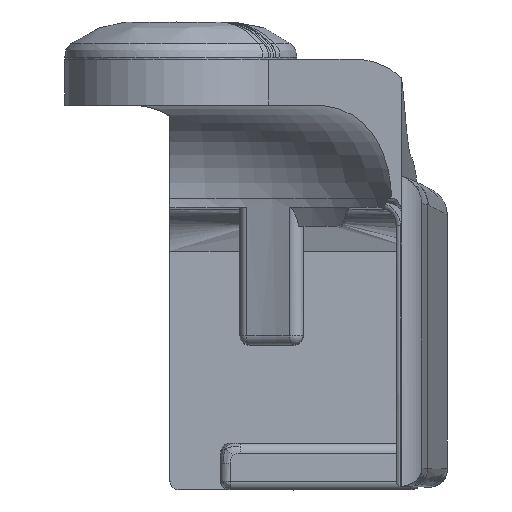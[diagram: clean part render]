
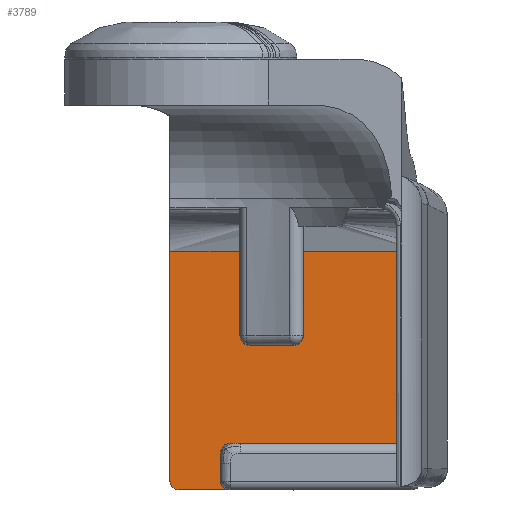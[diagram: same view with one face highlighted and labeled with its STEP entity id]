
A CAD part, top view. The second image highlights one B-rep face of the part: STEP entity #3789.
In plain terms, the highlighted planar face has unit normal (0, 0, 1).
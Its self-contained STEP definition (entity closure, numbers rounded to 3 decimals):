
#98=PLANE('',#4094);
#384=FACE_OUTER_BOUND('',#621,.T.);
#621=EDGE_LOOP('',(#3328,#3329,#3330,#3331,#3332,#3333,#3334,#3335,#3336,
#3337));
#879=B_SPLINE_CURVE_WITH_KNOTS('',3,(#12630,#12631,#12632,#12633,#12634,
#12635),.UNSPECIFIED.,.F.,.F.,(4,1,1,4),(0.,0.072,0.119,
0.167),.UNSPECIFIED.);
#880=B_SPLINE_CURVE_WITH_KNOTS('',3,(#12698,#12699,#12700,#12701,#12702,
#12703),.UNSPECIFIED.,.F.,.F.,(4,1,1,4),(0.,0.072,0.119,
0.167),.UNSPECIFIED.);
#946=CIRCLE('',#3884,0.9);
#960=CIRCLE('',#3902,0.9);
#1112=LINE('',#6692,#1276);
#1119=LINE('',#7023,#1283);
#1121=LINE('',#7030,#1285);
#1122=LINE('',#7037,#1286);
#1211=LINE('',#10945,#1375);
#1227=LINE('',#12727,#1391);
#1276=VECTOR('',#4285,10.);
#1283=VECTOR('',#4296,10.);
#1285=VECTOR('',#4304,10.);
#1286=VECTOR('',#4311,10.);
#1375=VECTOR('',#4668,10.);
#1391=VECTOR('',#4776,10.);
#1467=VERTEX_POINT('',#5836);
#1468=VERTEX_POINT('',#5838);
#1483=VERTEX_POINT('',#6188);
#1484=VERTEX_POINT('',#6189);
#1488=VERTEX_POINT('',#6690);
#1499=VERTEX_POINT('',#7020);
#1500=VERTEX_POINT('',#7022);
#1505=VERTEX_POINT('',#7036);
#1712=VERTEX_POINT('',#12629);
#1713=VERTEX_POINT('',#12697);
#1862=EDGE_CURVE('',#1467,#1468,#946,.F.);
#1883=EDGE_CURVE('',#1483,#1484,#960,.T.);
#1892=EDGE_CURVE('',#1488,#1467,#1112,.T.);
#1907=EDGE_CURVE('',#1499,#1500,#1119,.T.);
#1911=EDGE_CURVE('',#1483,#1468,#1121,.T.);
#1914=EDGE_CURVE('',#1505,#1484,#1122,.T.);
#2178=EDGE_CURVE('',#1505,#1499,#1211,.T.);
#2257=EDGE_CURVE('',#1500,#1712,#879,.F.);
#2259=EDGE_CURVE('',#1713,#1488,#880,.F.);
#2266=EDGE_CURVE('',#1713,#1712,#1227,.T.);
#3328=ORIENTED_EDGE('',*,*,#1883,.F.);
#3329=ORIENTED_EDGE('',*,*,#1911,.T.);
#3330=ORIENTED_EDGE('',*,*,#1862,.F.);
#3331=ORIENTED_EDGE('',*,*,#1892,.F.);
#3332=ORIENTED_EDGE('',*,*,#2259,.F.);
#3333=ORIENTED_EDGE('',*,*,#2266,.T.);
#3334=ORIENTED_EDGE('',*,*,#2257,.F.);
#3335=ORIENTED_EDGE('',*,*,#1907,.F.);
#3336=ORIENTED_EDGE('',*,*,#2178,.F.);
#3337=ORIENTED_EDGE('',*,*,#1914,.T.);
#3789=ADVANCED_FACE('',(#384),#98,.T.);
#3884=AXIS2_PLACEMENT_3D('',#5839,#4232,#4233);
#3902=AXIS2_PLACEMENT_3D('',#6190,#4273,#4274);
#4094=AXIS2_PLACEMENT_3D('',#12728,#4777,#4778);
#4232=DIRECTION('center_axis',(0.,0.,
-1.));
#4233=DIRECTION('ref_axis',(-0.707,-0.707,0.));
#4273=DIRECTION('center_axis',(0.,0.,
-1.));
#4274=DIRECTION('ref_axis',(-0.707,-0.707,0.));
#4285=DIRECTION('',(0.,-1.,0.));
#4296=DIRECTION('',(0.,-1.,0.));
#4304=DIRECTION('',(1.,0.,0.));
#4311=DIRECTION('',(0.,-1.,0.));
#4668=DIRECTION('',(1.,0.,0.));
#4776=DIRECTION('',(1.,0.,0.));
#4777=DIRECTION('center_axis',(0.,0.,
1.));
#4778=DIRECTION('ref_axis',(-1.,0.,0.));
#5836=CARTESIAN_POINT('',(259.739,67.925,800.349));
#5838=CARTESIAN_POINT('',(260.639,67.025,800.349));
#5839=CARTESIAN_POINT('Origin',(260.639,67.925,800.349));
#6188=CARTESIAN_POINT('',(255.194,67.025,800.349));
#6189=CARTESIAN_POINT('',(254.294,67.925,800.349));
#6190=CARTESIAN_POINT('Origin',(255.194,67.925,800.349));
#6690=CARTESIAN_POINT('',(259.739,70.964,800.349));
#6692=CARTESIAN_POINT('',(259.739,67.225,800.349));
#7020=CARTESIAN_POINT('',(281.239,92.725,800.349));
#7022=CARTESIAN_POINT('',(281.239,70.964,800.349));
#7023=CARTESIAN_POINT('',(281.239,97.225,800.349));
#7030=CARTESIAN_POINT('',(263.753,67.025,800.349));
#7036=CARTESIAN_POINT('',(254.294,92.725,800.349));
#7037=CARTESIAN_POINT('',(254.294,97.225,800.349));
#10945=CARTESIAN_POINT('',(274.503,92.725,800.349));
#12629=CARTESIAN_POINT('',(280.179,72.025,800.349));
#12630=CARTESIAN_POINT('Ctrl Pts',(280.179,72.025,800.349));
#12631=CARTESIAN_POINT('Ctrl Pts',(280.393,72.025,800.349));
#12632=CARTESIAN_POINT('Ctrl Pts',(280.805,71.901,800.349));
#12633=CARTESIAN_POINT('Ctrl Pts',(281.181,71.418,800.349));
#12634=CARTESIAN_POINT('Ctrl Pts',(281.239,71.107,800.349));
#12635=CARTESIAN_POINT('Ctrl Pts',(281.239,70.964,800.349));
#12697=CARTESIAN_POINT('',(260.8,72.025,800.349));
#12698=CARTESIAN_POINT('Ctrl Pts',(259.739,70.964,800.349));
#12699=CARTESIAN_POINT('Ctrl Pts',(259.739,71.178,800.349));
#12700=CARTESIAN_POINT('Ctrl Pts',(259.863,71.59,800.349));
#12701=CARTESIAN_POINT('Ctrl Pts',(260.346,71.966,800.349));
#12702=CARTESIAN_POINT('Ctrl Pts',(260.657,72.025,800.349));
#12703=CARTESIAN_POINT('Ctrl Pts',(260.8,72.025,800.349));
#12727=CARTESIAN_POINT('',(281.239,72.025,800.349));
#12728=CARTESIAN_POINT('Origin',(281.239,97.225,800.349));
